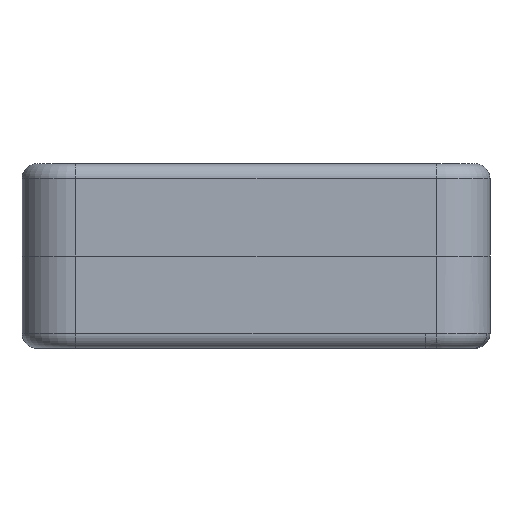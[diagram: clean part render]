
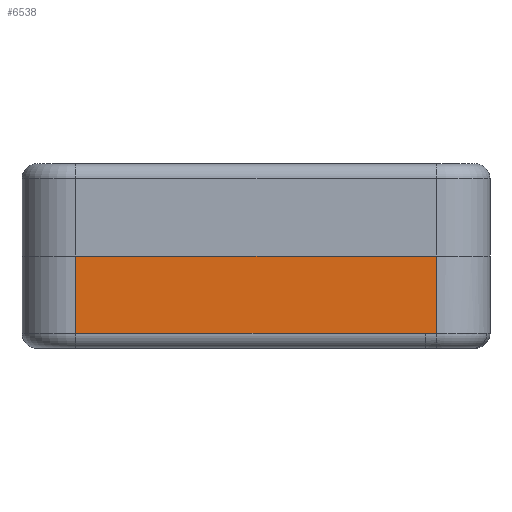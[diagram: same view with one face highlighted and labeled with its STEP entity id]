
A CAD part, left-side view. The second image highlights one B-rep face of the part: STEP entity #6538.
In plain terms, the highlighted planar face has unit normal (-1, 0, 0).
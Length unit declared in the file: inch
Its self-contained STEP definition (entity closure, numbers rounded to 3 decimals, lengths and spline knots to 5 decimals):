
#5978=CARTESIAN_POINT('',(-0.688,0.5,-0.157));
#5979=VERTEX_POINT('',#5978);
#6004=CARTESIAN_POINT('',(-0.688,-0.21258,-0.157));
#6005=VERTEX_POINT('',#6004);
#6013=CARTESIAN_POINT('',(-0.688,-0.21258,-0.157));
#6014=DIRECTION('',(0.0,1.0,0.0));
#6015=VECTOR('',#6014,0.71258);
#6016=LINE('',#6013,#6015);
#6017=EDGE_CURVE('',#6005,#5979,#6016,.T.);
#6103=CARTESIAN_POINT('',(-0.688,-0.235,-0.157));
#6104=VERTEX_POINT('',#6103);
#6112=CARTESIAN_POINT('',(-0.688,-0.235,-0.157));
#6113=DIRECTION('',(0.0,1.0,0.0));
#6114=VECTOR('',#6113,0.02242);
#6115=LINE('',#6112,#6114);
#6116=EDGE_CURVE('',#6104,#6005,#6115,.T.);
#6495=CARTESIAN_POINT('',(-0.688,0.5,0.0));
#6496=VERTEX_POINT('',#6495);
#6497=CARTESIAN_POINT('',(-0.688,0.5,0.0));
#6498=DIRECTION('',(0.0,0.0,-1.0));
#6499=VECTOR('',#6498,0.157);
#6500=LINE('',#6497,#6499);
#6501=EDGE_CURVE('',#6496,#5979,#6500,.T.);
#6514=CARTESIAN_POINT('',(-0.688,0.5,0.0));
#6515=DIRECTION('',(-1.0,0.0,0.0));
#6516=DIRECTION('',(0.0,0.0,1.0));
#6517=AXIS2_PLACEMENT_3D('',#6514,#6515,#6516);
#6518=PLANE('',#6517);
#6519=ORIENTED_EDGE('',*,*,#6017,.F.);
#6520=ORIENTED_EDGE('',*,*,#6116,.F.);
#6521=CARTESIAN_POINT('',(-0.688,-0.235,0.0));
#6522=VERTEX_POINT('',#6521);
#6523=CARTESIAN_POINT('',(-0.688,-0.235,0.0));
#6524=DIRECTION('',(0.0,0.0,-1.0));
#6525=VECTOR('',#6524,0.157);
#6526=LINE('',#6523,#6525);
#6527=EDGE_CURVE('',#6522,#6104,#6526,.T.);
#6528=ORIENTED_EDGE('',*,*,#6527,.F.);
#6529=CARTESIAN_POINT('',(-0.688,0.5,0.0));
#6530=DIRECTION('',(0.0,-1.0,0.0));
#6531=VECTOR('',#6530,0.735);
#6532=LINE('',#6529,#6531);
#6533=EDGE_CURVE('',#6496,#6522,#6532,.T.);
#6534=ORIENTED_EDGE('',*,*,#6533,.F.);
#6535=ORIENTED_EDGE('',*,*,#6501,.T.);
#6536=EDGE_LOOP('',(#6519,#6520,#6528,#6534,#6535));
#6537=FACE_OUTER_BOUND('',#6536,.T.);
#6538=ADVANCED_FACE('',(#6537),#6518,.T.);
